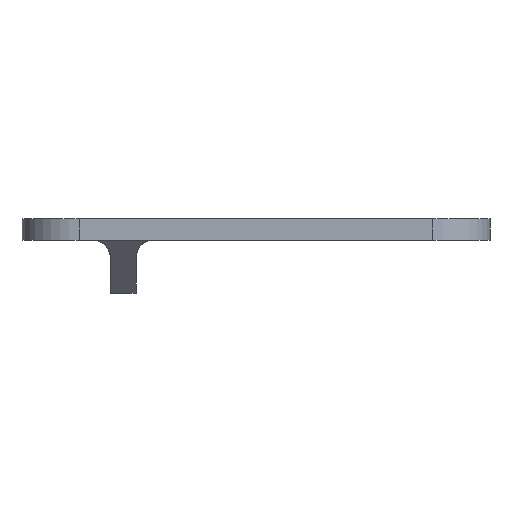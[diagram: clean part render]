
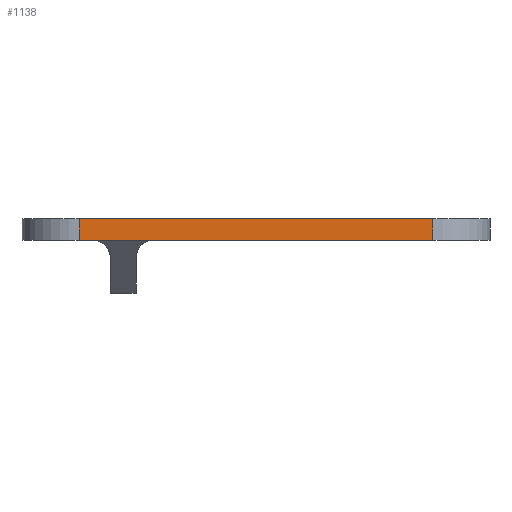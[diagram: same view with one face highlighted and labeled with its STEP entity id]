
A CAD part, left-side view. The second image highlights one B-rep face of the part: STEP entity #1138.
In plain terms, the highlighted planar face has unit normal (-1, 0, 0).
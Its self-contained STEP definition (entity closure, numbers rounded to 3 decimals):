
#304=FACE_OUTER_BOUND('',#361,.T.);
#361=EDGE_LOOP('',(#1021,#1022,#1023,#1024));
#452=LINE('',#1878,#538);
#457=LINE('',#1893,#543);
#458=LINE('',#1897,#544);
#459=LINE('',#1899,#545);
#538=VECTOR('',#1550,10.);
#543=VECTOR('',#1567,10.);
#544=VECTOR('',#1572,10.);
#545=VECTOR('',#1575,10.);
#636=VERTEX_POINT('',#1875);
#637=VERTEX_POINT('',#1877);
#641=VERTEX_POINT('',#1891);
#642=VERTEX_POINT('',#1895);
#772=EDGE_CURVE('',#637,#636,#452,.T.);
#780=EDGE_CURVE('',#641,#636,#457,.T.);
#782=EDGE_CURVE('',#637,#642,#458,.T.);
#783=EDGE_CURVE('',#642,#641,#459,.T.);
#1021=ORIENTED_EDGE('',*,*,#780,.F.);
#1022=ORIENTED_EDGE('',*,*,#783,.F.);
#1023=ORIENTED_EDGE('',*,*,#782,.F.);
#1024=ORIENTED_EDGE('',*,*,#772,.T.);
#1089=PLANE('',#1263);
#1138=ADVANCED_FACE('',(#304),#1089,.T.);
#1263=AXIS2_PLACEMENT_3D('',#1898,#1573,#1574);
#1550=DIRECTION('',(0.,-1.,0.));
#1567=DIRECTION('',(0.,0.,-1.));
#1572=DIRECTION('',(0.,0.,1.));
#1573=DIRECTION('center_axis',(-1.,0.,0.));
#1574=DIRECTION('ref_axis',(0.,-1.,0.));
#1575=DIRECTION('',(0.,-1.,0.));
#1875=CARTESIAN_POINT('',(-35.5,-10.,0.));
#1877=CARTESIAN_POINT('',(-35.5,10.,0.));
#1878=CARTESIAN_POINT('',(-35.5,13.25,0.));
#1891=CARTESIAN_POINT('',(-35.5,-10.,1.2));
#1893=CARTESIAN_POINT('',(-35.5,-10.,0.));
#1895=CARTESIAN_POINT('',(-35.5,10.,1.2));
#1897=CARTESIAN_POINT('',(-35.5,10.,0.));
#1898=CARTESIAN_POINT('Origin',(-35.5,13.25,0.));
#1899=CARTESIAN_POINT('',(-35.5,13.25,1.2));
